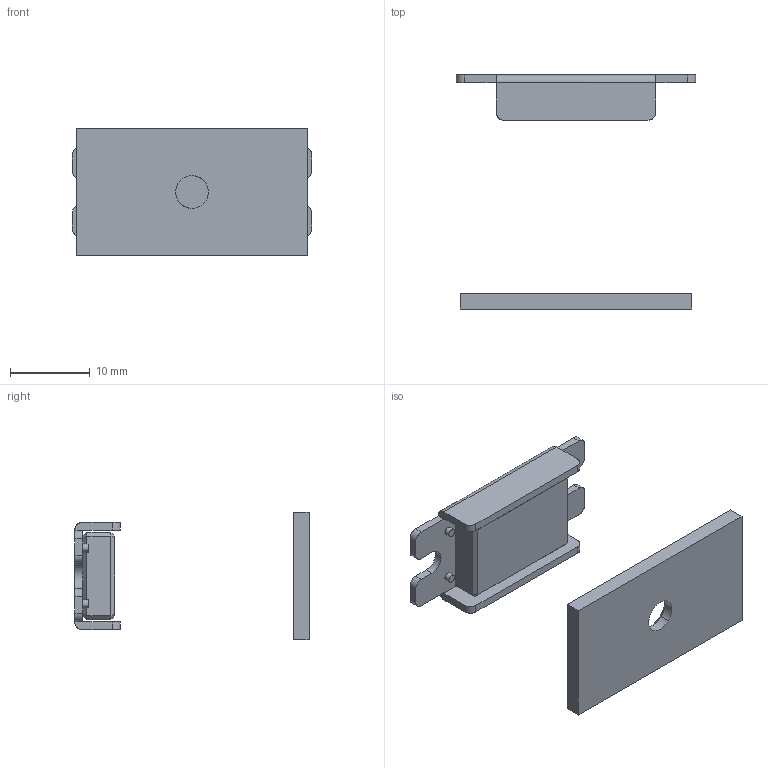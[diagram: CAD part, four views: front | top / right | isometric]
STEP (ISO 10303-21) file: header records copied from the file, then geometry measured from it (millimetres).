
FILE_DESCRIPTION((''),'2;1');
FILE_NAME('','2009-04-17T14:27:41',(''),(''),'','CADfix','');
FILE_SCHEMA(('AUTOMOTIVE_DESIGN { 1 0 10303 214 1 1 1 1 }'));
Length unit declared in the file: millimetre
Bounding box: 30 x 29.38 x 16 mm (x, y, z)
Volume: 2163.9 mm3; surface area: 2858.6 mm2
Topology: 3 solids, 3 shells, 100 faces, 322 edges, 236 vertices
Faces by surface type: bspline 100
Entity records: 4191 total; most frequent: CARTESIAN_POINT 2235, ORIENTED_EDGE 644, EDGE_CURVE 322, VERTEX_POINT 236, QUASI_UNIFORM_CURVE 170, B_SPLINE_CURVE_WITH_KNOTS 152, EDGE_LOOP 110, FACE_OUTER_BOUND 100
